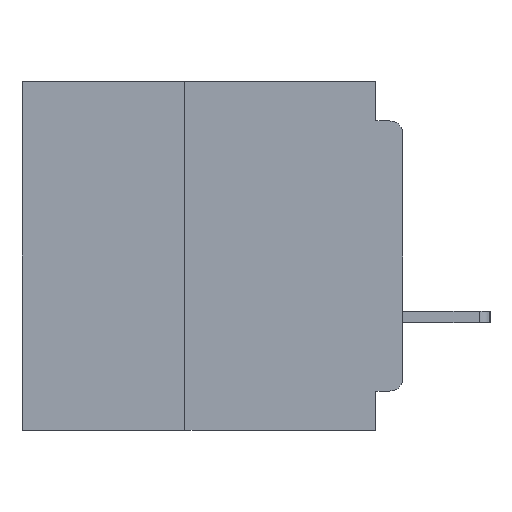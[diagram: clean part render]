
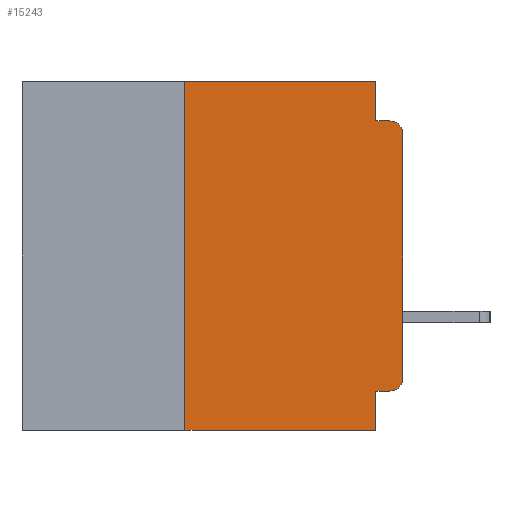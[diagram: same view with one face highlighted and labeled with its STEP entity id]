
A CAD part, left-side view. The second image highlights one B-rep face of the part: STEP entity #15243.
In plain terms, the highlighted planar face has unit normal (-1, 0, 0).
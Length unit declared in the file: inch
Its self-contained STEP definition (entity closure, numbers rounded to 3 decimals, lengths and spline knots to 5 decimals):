
#122 = CARTESIAN_POINT ( 'NONE',  ( 0., 0.031, -0.4 ) ) ;
#303 = EDGE_CURVE ( 'NONE', #14219, #1425, #28257, .T. ) ;
#683 = LINE ( 'NONE', #6808, #39179 ) ;
#1137 = CARTESIAN_POINT ( 'NONE',  ( 0., 0.031, 0. ) ) ;
#1337 = DIRECTION ( 'NONE',  ( 0., -1., 0. ) ) ;
#1425 = VERTEX_POINT ( 'NONE', #17206 ) ;
#1492 = VERTEX_POINT ( 'NONE', #32946 ) ;
#2162 = VECTOR ( 'NONE', #20821, 39.37008 ) ;
#2624 = ORIENTED_EDGE ( 'NONE', *, *, #303, .T. ) ;
#3577 = LINE ( 'NONE', #41926, #22962 ) ;
#3751 = CARTESIAN_POINT ( 'NONE',  ( 0., 0.031, -0.355 ) ) ;
#3913 = VERTEX_POINT ( 'NONE', #35469 ) ;
#4012 = VECTOR ( 'NONE', #19631, 39.37008 ) ;
#4854 = EDGE_CURVE ( 'NONE', #1492, #3913, #683, .T. ) ;
#4875 = CARTESIAN_POINT ( 'NONE',  ( 0., 0.437, 0. ) ) ;
#6808 = CARTESIAN_POINT ( 'NONE',  ( 0., 0., -0.045 ) ) ;
#8656 = EDGE_CURVE ( 'NONE', #14219, #29443, #13812, .T. ) ;
#8795 = DIRECTION ( 'NONE',  ( 0., 0., -1. ) ) ;
#10241 = DIRECTION ( 'NONE',  ( 0., 0., 1. ) ) ;
#11274 = ORIENTED_EDGE ( 'NONE', *, *, #4854, .F. ) ;
#11846 = ORIENTED_EDGE ( 'NONE', *, *, #8656, .F. ) ;
#13812 = LINE ( 'NONE', #18015, #44289 ) ;
#14219 = VERTEX_POINT ( 'NONE', #36743 ) ;
#14324 = LINE ( 'NONE', #122, #4012 ) ;
#15207 = DIRECTION ( 'NONE',  ( 0., 0., -1. ) ) ;
#15243 = ADVANCED_FACE ( 'NONE', ( #44159 ), #39140, .F. ) ;
#15370 = LINE ( 'NONE', #39378, #34571 ) ;
#16200 = ORIENTED_EDGE ( 'NONE', *, *, #37762, .F. ) ;
#16326 = EDGE_CURVE ( 'NONE', #40926, #42167, #15370, .T. ) ;
#16849 = CARTESIAN_POINT ( 'NONE',  ( 0., 0.015, -0.355 ) ) ;
#17183 = LINE ( 'NONE', #24340, #36318 ) ;
#17206 = CARTESIAN_POINT ( 'NONE',  ( 0., 0.031, -0.4 ) ) ;
#17391 = CARTESIAN_POINT ( 'NONE',  ( 0., 0.015, -0.06 ) ) ;
#18015 = CARTESIAN_POINT ( 'NONE',  ( 0., 0.25, -0.4 ) ) ;
#18079 = VERTEX_POINT ( 'NONE', #16849 ) ;
#18323 = CARTESIAN_POINT ( 'NONE',  ( 0., 0.437, -0.4 ) ) ;
#19631 = DIRECTION ( 'NONE',  ( 0., 0., -1. ) ) ;
#19758 = ORIENTED_EDGE ( 'NONE', *, *, #41882, .F. ) ;
#20791 = CARTESIAN_POINT ( 'NONE',  ( 0., 0., -0.06 ) ) ;
#20821 = DIRECTION ( 'NONE',  ( 0., 1., 0. ) ) ;
#20996 = CARTESIAN_POINT ( 'NONE',  ( 0., 0., -0.355 ) ) ;
#21304 = DIRECTION ( 'NONE',  ( 0., 0., -1. ) ) ;
#21682 = AXIS2_PLACEMENT_3D ( 'NONE', #22836, #49327, #26649 ) ;
#22836 = CARTESIAN_POINT ( 'NONE',  ( 0., 0.015, -0.34 ) ) ;
#22962 = VECTOR ( 'NONE', #15207, 39.37008 ) ;
#24340 = CARTESIAN_POINT ( 'NONE',  ( 0., 0.437, 0. ) ) ;
#25141 = ORIENTED_EDGE ( 'NONE', *, *, #28923, .F. ) ;
#25426 = EDGE_CURVE ( 'NONE', #18079, #40926, #41951, .T. ) ;
#26649 = DIRECTION ( 'NONE',  ( 0., 0., -1. ) ) ;
#28257 = LINE ( 'NONE', #18323, #37210 ) ;
#28923 = EDGE_CURVE ( 'NONE', #29443, #35804, #17183, .T. ) ;
#29343 = ORIENTED_EDGE ( 'NONE', *, *, #16326, .T. ) ;
#29443 = VERTEX_POINT ( 'NONE', #38950 ) ;
#31807 = DIRECTION ( 'NONE',  ( 1., 0., 0. ) ) ;
#32233 = EDGE_CURVE ( 'NONE', #42167, #3913, #38116, .T. ) ;
#32946 = CARTESIAN_POINT ( 'NONE',  ( 0., 0.031, -0.045 ) ) ;
#34571 = VECTOR ( 'NONE', #43160, 39.37008 ) ;
#35469 = CARTESIAN_POINT ( 'NONE',  ( 0., 0.015, -0.045 ) ) ;
#35804 = VERTEX_POINT ( 'NONE', #1137 ) ;
#36318 = VECTOR ( 'NONE', #1337, 39.37008 ) ;
#36743 = CARTESIAN_POINT ( 'NONE',  ( 0., 0.25, -0.4 ) ) ;
#37210 = VECTOR ( 'NONE', #48723, 39.37008 ) ;
#37543 = DIRECTION ( 'NONE',  ( 0., -1., 0. ) ) ;
#37547 = EDGE_CURVE ( 'NONE', #38743, #1425, #14324, .T. ) ;
#37762 = EDGE_CURVE ( 'NONE', #18079, #38743, #44179, .T. ) ;
#38116 = CIRCLE ( 'NONE', #48243, 0.015 ) ;
#38743 = VERTEX_POINT ( 'NONE', #3751 ) ;
#38927 = ORIENTED_EDGE ( 'NONE', *, *, #32233, .T. ) ;
#38950 = CARTESIAN_POINT ( 'NONE',  ( 0., 0.25, 0. ) ) ;
#39140 = PLANE ( 'NONE',  #42801 ) ;
#39179 = VECTOR ( 'NONE', #37543, 39.37008 ) ;
#39378 = CARTESIAN_POINT ( 'NONE',  ( 0., 0., 0. ) ) ;
#39688 = ORIENTED_EDGE ( 'NONE', *, *, #37547, .F. ) ;
#40926 = VERTEX_POINT ( 'NONE', #47134 ) ;
#41882 = EDGE_CURVE ( 'NONE', #35804, #1492, #3577, .T. ) ;
#41926 = CARTESIAN_POINT ( 'NONE',  ( 0., 0.031, 0. ) ) ;
#41951 = CIRCLE ( 'NONE', #21682, 0.015 ) ;
#42167 = VERTEX_POINT ( 'NONE', #20791 ) ;
#42801 = AXIS2_PLACEMENT_3D ( 'NONE', #4875, #31807, #8795 ) ;
#43160 = DIRECTION ( 'NONE',  ( 0., 0., 1. ) ) ;
#44038 = DIRECTION ( 'NONE',  ( -1., 0., 0. ) ) ;
#44159 = FACE_OUTER_BOUND ( 'NONE', #45788, .T. ) ;
#44179 = LINE ( 'NONE', #20996, #2162 ) ;
#44289 = VECTOR ( 'NONE', #10241, 39.37008 ) ;
#45538 = ORIENTED_EDGE ( 'NONE', *, *, #25426, .T. ) ;
#45788 = EDGE_LOOP ( 'NONE', ( #29343, #38927, #11274, #19758, #25141, #11846, #2624, #39688, #16200, #45538 ) ) ;
#47134 = CARTESIAN_POINT ( 'NONE',  ( 0., 0., -0.34 ) ) ;
#48243 = AXIS2_PLACEMENT_3D ( 'NONE', #17391, #44038, #21304 ) ;
#48723 = DIRECTION ( 'NONE',  ( 0., -1., 0. ) ) ;
#49327 = DIRECTION ( 'NONE',  ( -1., 0., 0. ) ) ;
